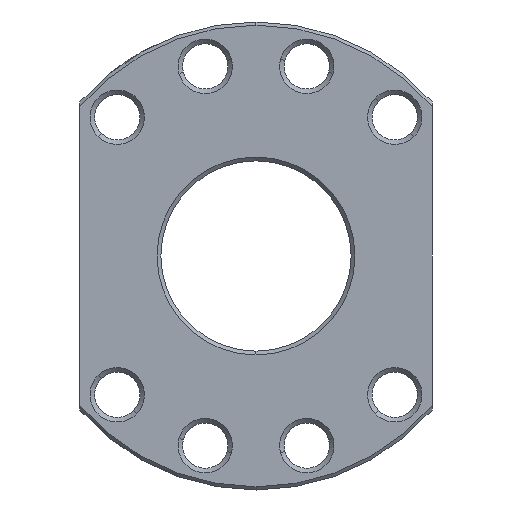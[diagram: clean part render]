
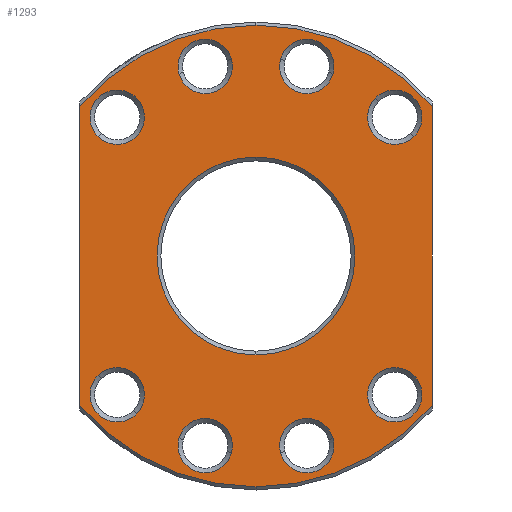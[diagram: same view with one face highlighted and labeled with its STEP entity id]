
A CAD part, left-side view. The second image highlights one B-rep face of the part: STEP entity #1293.
In plain terms, the highlighted planar face has unit normal (-1, 0, 0).
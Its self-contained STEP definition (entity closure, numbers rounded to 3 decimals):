
#37=PLANE('',#1468);
#87=CIRCLE('',#1316,45.872);
#88=CIRCLE('',#1318,5.4);
#92=CIRCLE('',#1325,5.4);
#96=CIRCLE('',#1332,5.4);
#100=CIRCLE('',#1339,5.4);
#104=CIRCLE('',#1346,5.4);
#108=CIRCLE('',#1353,5.4);
#112=CIRCLE('',#1360,5.4);
#116=CIRCLE('',#1367,5.4);
#120=CIRCLE('',#1374,45.872);
#124=CIRCLE('',#1381,19.656);
#133=CIRCLE('',#1399,19.656);
#147=CIRCLE('',#1418,45.872);
#150=CIRCLE('',#1425,5.4);
#153=CIRCLE('',#1431,5.4);
#156=CIRCLE('',#1437,5.4);
#159=CIRCLE('',#1443,5.4);
#162=CIRCLE('',#1449,5.4);
#165=CIRCLE('',#1455,5.4);
#168=CIRCLE('',#1461,5.4);
#171=CIRCLE('',#1467,5.4);
#172=CIRCLE('',#1469,45.872);
#195=VERTEX_POINT('',#1527);
#196=VERTEX_POINT('',#1531);
#197=VERTEX_POINT('',#1535);
#199=VERTEX_POINT('',#1538);
#205=VERTEX_POINT('',#1556);
#207=VERTEX_POINT('',#1559);
#213=VERTEX_POINT('',#1577);
#215=VERTEX_POINT('',#1580);
#221=VERTEX_POINT('',#1598);
#223=VERTEX_POINT('',#1601);
#229=VERTEX_POINT('',#1619);
#231=VERTEX_POINT('',#1622);
#237=VERTEX_POINT('',#1640);
#239=VERTEX_POINT('',#1643);
#245=VERTEX_POINT('',#1661);
#247=VERTEX_POINT('',#1664);
#253=VERTEX_POINT('',#1682);
#255=VERTEX_POINT('',#1685);
#261=VERTEX_POINT('',#1703);
#263=VERTEX_POINT('',#1706);
#269=VERTEX_POINT('',#1728);
#271=VERTEX_POINT('',#1731);
#283=VERTEX_POINT('',#1842);
#284=VERTEX_POINT('',#1843);
#363=VECTOR('',#2219,1.);
#368=VECTOR('',#2260,1.);
#441=LINE('',#1841,#363);
#446=LINE('',#1885,#368);
#467=EDGE_CURVE('',#196,#195,#87,.T.);
#469=EDGE_CURVE('',#199,#197,#88,.T.);
#479=EDGE_CURVE('',#207,#205,#92,.T.);
#489=EDGE_CURVE('',#215,#213,#96,.T.);
#499=EDGE_CURVE('',#223,#221,#100,.T.);
#509=EDGE_CURVE('',#231,#229,#104,.T.);
#519=EDGE_CURVE('',#239,#237,#108,.T.);
#529=EDGE_CURVE('',#247,#245,#112,.T.);
#539=EDGE_CURVE('',#255,#253,#116,.T.);
#549=EDGE_CURVE('',#261,#263,#120,.T.);
#559=EDGE_CURVE('',#271,#269,#124,.T.);
#580=EDGE_CURVE('',#269,#271,#133,.T.);
#581=EDGE_CURVE('',#283,#284,#441,.T.);
#603=EDGE_CURVE('',#283,#261,#147,.T.);
#604=EDGE_CURVE('',#196,#263,#446,.T.);
#607=EDGE_CURVE('',#253,#255,#150,.T.);
#610=EDGE_CURVE('',#245,#247,#153,.T.);
#613=EDGE_CURVE('',#237,#239,#156,.T.);
#616=EDGE_CURVE('',#229,#231,#159,.T.);
#619=EDGE_CURVE('',#221,#223,#162,.T.);
#622=EDGE_CURVE('',#213,#215,#165,.T.);
#625=EDGE_CURVE('',#205,#207,#168,.T.);
#628=EDGE_CURVE('',#197,#199,#171,.T.);
#629=EDGE_CURVE('',#195,#284,#172,.T.);
#958=ORIENTED_EDGE('',*,*,#580,.T.);
#959=ORIENTED_EDGE('',*,*,#559,.T.);
#960=ORIENTED_EDGE('',*,*,#581,.T.);
#961=ORIENTED_EDGE('',*,*,#629,.F.);
#962=ORIENTED_EDGE('',*,*,#467,.F.);
#963=ORIENTED_EDGE('',*,*,#604,.T.);
#964=ORIENTED_EDGE('',*,*,#549,.F.);
#965=ORIENTED_EDGE('',*,*,#603,.F.);
#966=ORIENTED_EDGE('',*,*,#607,.T.);
#967=ORIENTED_EDGE('',*,*,#539,.T.);
#968=ORIENTED_EDGE('',*,*,#610,.T.);
#969=ORIENTED_EDGE('',*,*,#529,.T.);
#970=ORIENTED_EDGE('',*,*,#613,.T.);
#971=ORIENTED_EDGE('',*,*,#519,.T.);
#972=ORIENTED_EDGE('',*,*,#616,.T.);
#973=ORIENTED_EDGE('',*,*,#509,.T.);
#974=ORIENTED_EDGE('',*,*,#619,.T.);
#975=ORIENTED_EDGE('',*,*,#499,.T.);
#976=ORIENTED_EDGE('',*,*,#622,.T.);
#977=ORIENTED_EDGE('',*,*,#489,.T.);
#978=ORIENTED_EDGE('',*,*,#625,.T.);
#979=ORIENTED_EDGE('',*,*,#479,.T.);
#980=ORIENTED_EDGE('',*,*,#628,.T.);
#981=ORIENTED_EDGE('',*,*,#469,.T.);
#1097=EDGE_LOOP('',(#958,#959));
#1098=EDGE_LOOP('',(#960,#961,#962,#963,#964,#965));
#1099=EDGE_LOOP('',(#966,#967));
#1100=EDGE_LOOP('',(#968,#969));
#1101=EDGE_LOOP('',(#970,#971));
#1102=EDGE_LOOP('',(#972,#973));
#1103=EDGE_LOOP('',(#974,#975));
#1104=EDGE_LOOP('',(#976,#977));
#1105=EDGE_LOOP('',(#978,#979));
#1106=EDGE_LOOP('',(#980,#981));
#1200=FACE_BOUND('',#1097,.T.);
#1201=FACE_BOUND('',#1098,.T.);
#1202=FACE_BOUND('',#1099,.T.);
#1203=FACE_BOUND('',#1100,.T.);
#1204=FACE_BOUND('',#1101,.T.);
#1205=FACE_BOUND('',#1102,.T.);
#1206=FACE_BOUND('',#1103,.T.);
#1207=FACE_BOUND('',#1104,.T.);
#1208=FACE_BOUND('',#1105,.T.);
#1209=FACE_BOUND('',#1106,.T.);
#1293=ADVANCED_FACE('',(#1200,#1201,#1202,#1203,#1204,#1205,#1206,#1207,
#1208,#1209),#37,.T.);
#1316=AXIS2_PLACEMENT_3D('',#1532,#1988,#1989);
#1318=AXIS2_PLACEMENT_3D('',#1537,#1993,#1994);
#1325=AXIS2_PLACEMENT_3D('',#1558,#2013,#2014);
#1332=AXIS2_PLACEMENT_3D('',#1579,#2033,#2034);
#1339=AXIS2_PLACEMENT_3D('',#1600,#2053,#2054);
#1346=AXIS2_PLACEMENT_3D('',#1621,#2073,#2074);
#1353=AXIS2_PLACEMENT_3D('',#1642,#2093,#2094);
#1360=AXIS2_PLACEMENT_3D('',#1663,#2113,#2114);
#1367=AXIS2_PLACEMENT_3D('',#1684,#2133,#2134);
#1374=AXIS2_PLACEMENT_3D('',#1705,#2153,#2154);
#1381=AXIS2_PLACEMENT_3D('',#1730,#2171,#2172);
#1399=AXIS2_PLACEMENT_3D('',#1839,#2216,#2217);
#1418=AXIS2_PLACEMENT_3D('',#1883,#2257,#2258);
#1425=AXIS2_PLACEMENT_3D('',#1891,#2271,#2272);
#1431=AXIS2_PLACEMENT_3D('',#1897,#2283,#2284);
#1437=AXIS2_PLACEMENT_3D('',#1903,#2295,#2296);
#1443=AXIS2_PLACEMENT_3D('',#1909,#2307,#2308);
#1449=AXIS2_PLACEMENT_3D('',#1915,#2319,#2320);
#1455=AXIS2_PLACEMENT_3D('',#1921,#2331,#2332);
#1461=AXIS2_PLACEMENT_3D('',#1927,#2343,#2344);
#1467=AXIS2_PLACEMENT_3D('',#1933,#2355,#2356);
#1468=AXIS2_PLACEMENT_3D('',#1934,#2357,$);
#1469=AXIS2_PLACEMENT_3D('',#1935,#2358,#2359);
#1527=CARTESIAN_POINT('',(40.,0.,-45.872));
#1531=CARTESIAN_POINT('',(40.,-35.,-29.652));
#1532=CARTESIAN_POINT('',(40.,0.,0.));
#1535=CARTESIAN_POINT('',(40.,-23.759,31.396));
#1537=CARTESIAN_POINT('',(40.,-27.577,27.577));
#1538=CARTESIAN_POINT('',(40.,-31.396,23.759));
#1556=CARTESIAN_POINT('',(40.,-4.878,39.069));
#1558=CARTESIAN_POINT('',(40.,-10.094,37.671));
#1559=CARTESIAN_POINT('',(40.,-15.31,36.273));
#1577=CARTESIAN_POINT('',(40.,15.31,36.273));
#1579=CARTESIAN_POINT('',(40.,10.094,37.671));
#1580=CARTESIAN_POINT('',(40.,4.878,39.069));
#1598=CARTESIAN_POINT('',(40.,31.396,23.759));
#1600=CARTESIAN_POINT('',(40.,27.577,27.577));
#1601=CARTESIAN_POINT('',(40.,23.759,31.396));
#1619=CARTESIAN_POINT('',(40.,23.759,-31.396));
#1621=CARTESIAN_POINT('',(40.,27.577,-27.577));
#1622=CARTESIAN_POINT('',(40.,31.396,-23.759));
#1640=CARTESIAN_POINT('',(40.,4.878,-39.069));
#1642=CARTESIAN_POINT('',(40.,10.094,-37.671));
#1643=CARTESIAN_POINT('',(40.,15.31,-36.273));
#1661=CARTESIAN_POINT('',(40.,-15.31,-36.273));
#1663=CARTESIAN_POINT('',(40.,-10.094,-37.671));
#1664=CARTESIAN_POINT('',(40.,-4.878,-39.069));
#1682=CARTESIAN_POINT('',(40.,-31.396,-23.759));
#1684=CARTESIAN_POINT('',(40.,-27.577,-27.577));
#1685=CARTESIAN_POINT('',(40.,-23.759,-31.396));
#1703=CARTESIAN_POINT('',(40.,0.,45.872));
#1705=CARTESIAN_POINT('',(40.,0.,0.));
#1706=CARTESIAN_POINT('',(40.,-35.,29.652));
#1728=CARTESIAN_POINT('',(40.,0.,19.656));
#1730=CARTESIAN_POINT('',(40.,0.,0.));
#1731=CARTESIAN_POINT('',(40.,0.,-19.656));
#1839=CARTESIAN_POINT('',(40.,0.,0.));
#1841=CARTESIAN_POINT('',(40.,35.,29.652));
#1842=CARTESIAN_POINT('',(40.,35.,29.652));
#1843=CARTESIAN_POINT('',(40.,35.,-29.652));
#1883=CARTESIAN_POINT('',(40.,0.,0.));
#1885=CARTESIAN_POINT('',(40.,-35.,-29.652));
#1891=CARTESIAN_POINT('',(40.,-27.577,-27.577));
#1897=CARTESIAN_POINT('',(40.,-10.094,-37.671));
#1903=CARTESIAN_POINT('',(40.,10.094,-37.671));
#1909=CARTESIAN_POINT('',(40.,27.577,-27.577));
#1915=CARTESIAN_POINT('',(40.,27.577,27.577));
#1921=CARTESIAN_POINT('',(40.,10.094,37.671));
#1927=CARTESIAN_POINT('',(40.,-10.094,37.671));
#1933=CARTESIAN_POINT('',(40.,-27.577,27.577));
#1934=CARTESIAN_POINT('',(40.,0.,22.936));
#1935=CARTESIAN_POINT('',(40.,0.,0.));
#1988=DIRECTION('',(1.,0.,0.));
#1989=DIRECTION('',(0.,0.,45.872));
#1993=DIRECTION('',(1.,0.,0.));
#1994=DIRECTION('',(0.,3.818,3.818));
#2013=DIRECTION('',(1.,0.,0.));
#2014=DIRECTION('',(0.,5.216,1.398));
#2033=DIRECTION('',(1.,0.,0.));
#2034=DIRECTION('',(0.,5.216,-1.398));
#2053=DIRECTION('',(1.,0.,0.));
#2054=DIRECTION('',(0.,3.818,-3.818));
#2073=DIRECTION('',(1.,0.,0.));
#2074=DIRECTION('',(0.,-3.818,-3.818));
#2093=DIRECTION('',(1.,0.,0.));
#2094=DIRECTION('',(0.,-5.216,-1.398));
#2113=DIRECTION('',(1.,0.,0.));
#2114=DIRECTION('',(0.,-5.216,1.398));
#2133=DIRECTION('',(1.,0.,0.));
#2134=DIRECTION('',(0.,-3.818,3.818));
#2153=DIRECTION('',(1.,0.,0.));
#2154=DIRECTION('',(0.,0.,45.872));
#2171=DIRECTION('',(1.,0.,0.));
#2172=DIRECTION('',(0.,0.,19.656));
#2216=DIRECTION('',(1.,0.,0.));
#2217=DIRECTION('',(0.,0.,19.656));
#2219=DIRECTION('',(0.,0.,-1.));
#2257=DIRECTION('',(1.,0.,0.));
#2258=DIRECTION('',(0.,0.,45.872));
#2260=DIRECTION('',(0.,0.,1.));
#2271=DIRECTION('',(1.,0.,0.));
#2272=DIRECTION('',(0.,-3.818,3.818));
#2283=DIRECTION('',(1.,0.,0.));
#2284=DIRECTION('',(0.,-5.216,1.398));
#2295=DIRECTION('',(1.,0.,0.));
#2296=DIRECTION('',(0.,-5.216,-1.398));
#2307=DIRECTION('',(1.,0.,0.));
#2308=DIRECTION('',(0.,-3.818,-3.818));
#2319=DIRECTION('',(1.,0.,0.));
#2320=DIRECTION('',(0.,3.818,-3.818));
#2331=DIRECTION('',(1.,0.,0.));
#2332=DIRECTION('',(0.,5.216,-1.398));
#2343=DIRECTION('',(1.,0.,0.));
#2344=DIRECTION('',(0.,5.216,1.398));
#2355=DIRECTION('',(1.,0.,0.));
#2356=DIRECTION('',(0.,3.818,3.818));
#2357=DIRECTION('',(-1.,0.,0.));
#2358=DIRECTION('',(1.,0.,0.));
#2359=DIRECTION('',(0.,0.,45.872));
